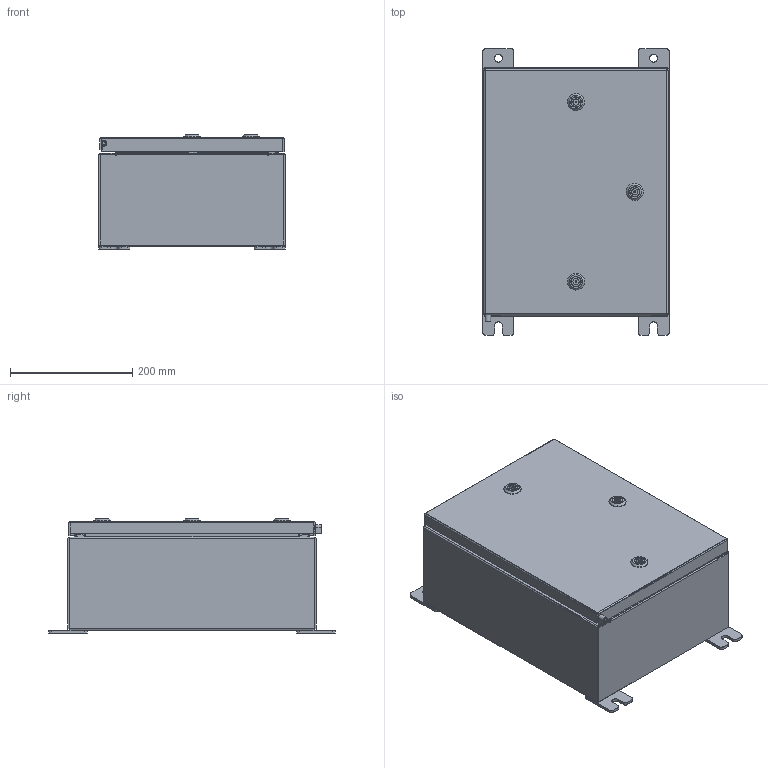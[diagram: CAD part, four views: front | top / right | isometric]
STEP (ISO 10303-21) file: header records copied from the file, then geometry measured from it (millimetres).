
FILE_DESCRIPTION (( 'STEP AP203' ), '1' );
FILE_NAME ('CHDSS161206WP.STEP', '2014-02-15T17:01:42', ( 'changeme' ), ( 'Microsoft' ), 'SwSTEP 2.0', 'SolidWorks 2013', '' );
FILE_SCHEMA (( 'CONFIG_CONTROL_DESIGN' ));
Length unit declared in the file: inch
Products named in the file (18): Nut-211301-IB-Industrilas_Nut-211301-IB-Industrilas; CHDSS161206WP Mounting Feet; Washer-221320-IB-Industrilas_Washer-221320-IB-Industrilas; CHDSS161206WP Cover; Screw-221320-IB-Industrilas_Screw-221320-IB-Industrilas; CHDSS161206WP Body; Insert-221320-IB-Industrilas_Insert-221320-IB-Industrilas; CHDSS161206WP Bottom; HW-CLH-E5-8004_Cam-232112-U-Industrilas; CHDSS161206WP Top; HW-CLH-R001-0500_2412-026240-2445-Industrilas; Concealed Hinge (Cover Side); CHDSS161206WP Backpanel; CHDSS161206WP; Concealed Hinge Assembly; CHDSS161206WP Mounting Studs; Housing-211301-IB-Industrilas_Housing-211301-IB-Industrilas; Quarter-20 CD Stud
Assembly tree (27 placements, depth 3):
  CHDSS161206WP
    CHDSS161206WP Backpanel
    CHDSS161206WP Mounting Studs  x4
    Quarter-20 CD Stud  x2
    CHDSS161206WP Mounting Feet  x4
    CHDSS161206WP Cover
    CHDSS161206WP Body
    CHDSS161206WP Bottom
    CHDSS161206WP Top
    Concealed Hinge Assembly  x2
      Concealed Hinge (Cover Side)
    HW-CLH-R001-0500_2412-026240-2445-Industrilas  x3
      Housing-211301-IB-Industrilas_Housing-211301-IB-Industrilas
      Nut-211301-IB-Industrilas_Nut-211301-IB-Industrilas
      Washer-221320-IB-Industrilas_Washer-221320-IB-Industrilas
      Screw-221320-IB-Industrilas_Screw-221320-IB-Industrilas
      Insert-221320-IB-Industrilas_Insert-221320-IB-Industrilas
      HW-CLH-E5-8004_Cam-232112-U-Industrilas
Bounding box: 304.8 x 469.9 x 187.09 mm (x, y, z)
Volume: 1344910.5 mm3; surface area: 1333000.1 mm2
Topology: 35 solids, 35 shells, 2902 faces, 7279 edges, 4461 vertices
Faces by surface type: cylinder 906, plane 898, bspline 635, cone 366, torus 76, sphere 21
Entity records: 61274 total; most frequent: CARTESIAN_POINT 34669, ORIENTED_EDGE 5578, DIRECTION 4503, EDGE_CURVE 2789, VERTEX_POINT 1699, AXIS2_PLACEMENT_3D 1681, EDGE_LOOP 1160, VECTOR 1141
